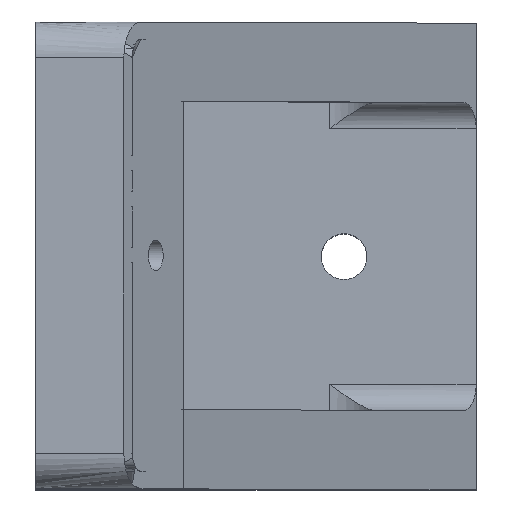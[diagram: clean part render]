
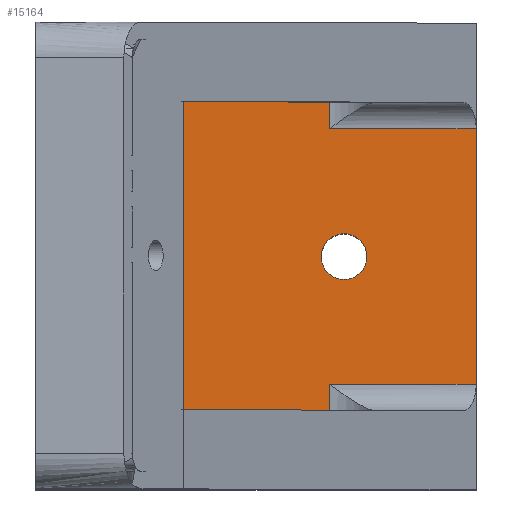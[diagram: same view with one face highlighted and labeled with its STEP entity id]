
A CAD part, top view. The second image highlights one B-rep face of the part: STEP entity #15164.
In plain terms, the highlighted planar face has unit normal (0, 0, 1).
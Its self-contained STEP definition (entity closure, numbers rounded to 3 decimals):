
#308=FACE_BOUND('',#1314,.T.);
#384=FACE_OUTER_BOUND('',#1313,.T.);
#1313=EDGE_LOOP('',(#11392,#11393,#11394,#11395,#11396,#11397,#11398,#11399,
#11400,#11401,#11402,#11403,#11404,#11405,#11406,#11407,#11408,#11409,#11410,
#11411,#11412,#11413,#11414,#11415,#11416));
#1314=EDGE_LOOP('',(#11417));
#2072=LINE('',#20372,#4168);
#2837=LINE('',#22073,#4933);
#2838=LINE('',#22075,#4934);
#2839=LINE('',#22077,#4935);
#2840=LINE('',#22079,#4936);
#2841=LINE('',#22081,#4937);
#2842=LINE('',#22083,#4938);
#2843=LINE('',#22085,#4939);
#2844=LINE('',#22087,#4940);
#2845=LINE('',#22089,#4941);
#2846=LINE('',#22091,#4942);
#2847=LINE('',#22093,#4943);
#2848=LINE('',#22095,#4944);
#2849=LINE('',#22097,#4945);
#2850=LINE('',#22099,#4946);
#2851=LINE('',#22101,#4947);
#2852=LINE('',#22103,#4948);
#3258=LINE('',#22951,#5354);
#3261=LINE('',#22956,#5357);
#3262=LINE('',#22958,#5358);
#3263=LINE('',#22960,#5359);
#3264=LINE('',#22962,#5360);
#3265=LINE('',#22964,#5361);
#3266=LINE('',#22966,#5362);
#3267=LINE('',#22967,#5363);
#4168=VECTOR('',#16670,10.);
#4933=VECTOR('',#17589,10.);
#4934=VECTOR('',#17590,10.);
#4935=VECTOR('',#17591,10.);
#4936=VECTOR('',#17592,10.);
#4937=VECTOR('',#17593,10.);
#4938=VECTOR('',#17594,10.);
#4939=VECTOR('',#17595,10.);
#4940=VECTOR('',#17596,10.);
#4941=VECTOR('',#17597,10.);
#4942=VECTOR('',#17598,10.);
#4943=VECTOR('',#17599,10.);
#4944=VECTOR('',#17600,10.);
#4945=VECTOR('',#17601,10.);
#4946=VECTOR('',#17602,10.);
#4947=VECTOR('',#17603,10.);
#4948=VECTOR('',#17604,10.);
#5354=VECTOR('',#18048,10.);
#5357=VECTOR('',#18053,10.);
#5358=VECTOR('',#18054,10.);
#5359=VECTOR('',#18055,10.);
#5360=VECTOR('',#18056,10.);
#5361=VECTOR('',#18057,10.);
#5362=VECTOR('',#18058,10.);
#5363=VECTOR('',#18059,10.);
#6300=CIRCLE('',#15954,2.6);
#6339=VERTEX_POINT('',#20369);
#6340=VERTEX_POINT('',#20371);
#7108=VERTEX_POINT('',#22070);
#7109=VERTEX_POINT('',#22072);
#7110=VERTEX_POINT('',#22074);
#7111=VERTEX_POINT('',#22076);
#7112=VERTEX_POINT('',#22078);
#7113=VERTEX_POINT('',#22080);
#7114=VERTEX_POINT('',#22082);
#7115=VERTEX_POINT('',#22084);
#7116=VERTEX_POINT('',#22086);
#7117=VERTEX_POINT('',#22088);
#7118=VERTEX_POINT('',#22090);
#7119=VERTEX_POINT('',#22092);
#7120=VERTEX_POINT('',#22094);
#7121=VERTEX_POINT('',#22096);
#7122=VERTEX_POINT('',#22098);
#7123=VERTEX_POINT('',#22100);
#7124=VERTEX_POINT('',#22102);
#7533=VERTEX_POINT('',#22950);
#7535=VERTEX_POINT('',#22957);
#7536=VERTEX_POINT('',#22959);
#7537=VERTEX_POINT('',#22961);
#7538=VERTEX_POINT('',#22963);
#7539=VERTEX_POINT('',#22965);
#7540=VERTEX_POINT('',#22968);
#7816=EDGE_CURVE('',#6339,#6340,#2072,.T.);
#8635=EDGE_CURVE('',#7108,#7109,#2837,.T.);
#8636=EDGE_CURVE('',#7109,#7110,#2838,.T.);
#8637=EDGE_CURVE('',#7110,#7111,#2839,.T.);
#8638=EDGE_CURVE('',#7111,#7112,#2840,.T.);
#8639=EDGE_CURVE('',#7112,#7113,#2841,.T.);
#8640=EDGE_CURVE('',#7113,#7114,#2842,.T.);
#8641=EDGE_CURVE('',#7114,#7115,#2843,.T.);
#8642=EDGE_CURVE('',#7115,#7116,#2844,.T.);
#8643=EDGE_CURVE('',#7116,#7117,#2845,.T.);
#8644=EDGE_CURVE('',#7117,#7118,#2846,.T.);
#8645=EDGE_CURVE('',#7118,#7119,#2847,.T.);
#8646=EDGE_CURVE('',#7119,#7120,#2848,.T.);
#8647=EDGE_CURVE('',#7120,#7121,#2849,.T.);
#8648=EDGE_CURVE('',#7121,#7122,#2850,.T.);
#8649=EDGE_CURVE('',#7122,#7123,#2851,.T.);
#8650=EDGE_CURVE('',#7123,#7124,#2852,.T.);
#9072=EDGE_CURVE('',#7533,#6339,#3258,.T.);
#9075=EDGE_CURVE('',#6340,#7108,#3261,.T.);
#9076=EDGE_CURVE('',#7533,#7535,#3262,.T.);
#9077=EDGE_CURVE('',#7536,#7535,#3263,.T.);
#9078=EDGE_CURVE('',#7537,#7536,#3264,.T.);
#9079=EDGE_CURVE('',#7538,#7537,#3265,.T.);
#9080=EDGE_CURVE('',#7539,#7538,#3266,.T.);
#9081=EDGE_CURVE('',#7539,#7124,#3267,.T.);
#9082=EDGE_CURVE('',#7540,#7540,#6300,.T.);
#11392=ORIENTED_EDGE('',*,*,#9075,.F.);
#11393=ORIENTED_EDGE('',*,*,#7816,.F.);
#11394=ORIENTED_EDGE('',*,*,#9072,.F.);
#11395=ORIENTED_EDGE('',*,*,#9076,.T.);
#11396=ORIENTED_EDGE('',*,*,#9077,.F.);
#11397=ORIENTED_EDGE('',*,*,#9078,.F.);
#11398=ORIENTED_EDGE('',*,*,#9079,.F.);
#11399=ORIENTED_EDGE('',*,*,#9080,.F.);
#11400=ORIENTED_EDGE('',*,*,#9081,.T.);
#11401=ORIENTED_EDGE('',*,*,#8650,.F.);
#11402=ORIENTED_EDGE('',*,*,#8649,.F.);
#11403=ORIENTED_EDGE('',*,*,#8648,.F.);
#11404=ORIENTED_EDGE('',*,*,#8647,.F.);
#11405=ORIENTED_EDGE('',*,*,#8646,.F.);
#11406=ORIENTED_EDGE('',*,*,#8645,.F.);
#11407=ORIENTED_EDGE('',*,*,#8644,.F.);
#11408=ORIENTED_EDGE('',*,*,#8643,.F.);
#11409=ORIENTED_EDGE('',*,*,#8642,.F.);
#11410=ORIENTED_EDGE('',*,*,#8641,.F.);
#11411=ORIENTED_EDGE('',*,*,#8640,.F.);
#11412=ORIENTED_EDGE('',*,*,#8639,.F.);
#11413=ORIENTED_EDGE('',*,*,#8638,.F.);
#11414=ORIENTED_EDGE('',*,*,#8637,.F.);
#11415=ORIENTED_EDGE('',*,*,#8636,.F.);
#11416=ORIENTED_EDGE('',*,*,#8635,.F.);
#11417=ORIENTED_EDGE('',*,*,#9082,.F.);
#14497=PLANE('',#15953);
#15164=ADVANCED_FACE('',(#384,#308),#14497,.T.);
#15953=AXIS2_PLACEMENT_3D('',#22955,#18051,#18052);
#15954=AXIS2_PLACEMENT_3D('',#22969,#18060,#18061);
#16670=DIRECTION('',(0.,1.,0.));
#17589=DIRECTION('',(0.,1.,0.));
#17590=DIRECTION('',(0.,1.,0.));
#17591=DIRECTION('',(0.,1.,0.));
#17592=DIRECTION('',(0.,1.,0.));
#17593=DIRECTION('',(0.,1.,0.));
#17594=DIRECTION('',(0.,1.,0.));
#17595=DIRECTION('',(0.,1.,0.));
#17596=DIRECTION('',(0.,1.,0.));
#17597=DIRECTION('',(0.,1.,0.));
#17598=DIRECTION('',(0.,1.,0.));
#17599=DIRECTION('',(0.,1.,0.));
#17600=DIRECTION('',(0.,1.,0.));
#17601=DIRECTION('',(0.,1.,0.));
#17602=DIRECTION('',(0.,1.,0.));
#17603=DIRECTION('',(0.,1.,0.));
#17604=DIRECTION('',(0.,1.,0.));
#18048=DIRECTION('',(-1.,0.,0.));
#18051=DIRECTION('center_axis',(0.,0.,1.));
#18052=DIRECTION('ref_axis',(1.,0.,0.));
#18053=DIRECTION('',(1.,0.,0.));
#18054=DIRECTION('',(0.,1.,0.));
#18055=DIRECTION('',(-1.,0.,0.));
#18056=DIRECTION('',(0.,-1.,0.));
#18057=DIRECTION('',(1.,0.,0.));
#18058=DIRECTION('',(0.,-1.,0.));
#18059=DIRECTION('',(-1.,0.,0.));
#18060=DIRECTION('center_axis',(0.,0.,1.));
#18061=DIRECTION('ref_axis',(0.,1.,0.));
#20369=CARTESIAN_POINT('',(-312.72,654.343,569.269));
#20371=CARTESIAN_POINT('',(-312.72,664.343,569.269));
#20372=CARTESIAN_POINT('',(-312.72,680.848,569.269));
#22070=CARTESIAN_POINT('',(-302.72,664.343,569.269));
#22072=CARTESIAN_POINT('',(-302.72,666.734,569.269));
#22073=CARTESIAN_POINT('',(-302.72,672.1,569.269));
#22074=CARTESIAN_POINT('',(-302.72,669.122,569.269));
#22075=CARTESIAN_POINT('',(-302.72,672.1,569.269));
#22076=CARTESIAN_POINT('',(-302.72,669.504,569.269));
#22077=CARTESIAN_POINT('',(-302.72,672.1,569.269));
#22078=CARTESIAN_POINT('',(-302.72,674.586,569.269));
#22079=CARTESIAN_POINT('',(-302.72,672.1,569.269));
#22080=CARTESIAN_POINT('',(-302.72,680.598,569.269));
#22081=CARTESIAN_POINT('',(-302.72,672.1,569.269));
#22082=CARTESIAN_POINT('',(-302.72,682.258,569.269));
#22083=CARTESIAN_POINT('',(-302.72,672.1,569.269));
#22084=CARTESIAN_POINT('',(-302.72,688.598,569.269));
#22085=CARTESIAN_POINT('',(-302.72,672.1,569.269));
#22086=CARTESIAN_POINT('',(-302.72,691.389,569.269));
#22087=CARTESIAN_POINT('',(-302.72,672.1,569.269));
#22088=CARTESIAN_POINT('',(-302.72,694.175,569.269));
#22089=CARTESIAN_POINT('',(-302.72,672.1,569.269));
#22090=CARTESIAN_POINT('',(-302.72,696.563,569.269));
#22091=CARTESIAN_POINT('',(-302.72,672.1,569.269));
#22092=CARTESIAN_POINT('',(-302.72,699.957,569.269));
#22093=CARTESIAN_POINT('',(-302.72,672.1,569.269));
#22094=CARTESIAN_POINT('',(-302.72,702.302,569.269));
#22095=CARTESIAN_POINT('',(-302.72,672.1,569.269));
#22096=CARTESIAN_POINT('',(-302.72,703.352,569.269));
#22097=CARTESIAN_POINT('',(-302.72,672.1,569.269));
#22098=CARTESIAN_POINT('',(-302.72,705.352,569.269));
#22099=CARTESIAN_POINT('',(-302.72,672.1,569.269));
#22100=CARTESIAN_POINT('',(-302.72,705.353,569.269));
#22101=CARTESIAN_POINT('',(-302.72,672.1,569.269));
#22102=CARTESIAN_POINT('',(-302.72,707.353,569.269));
#22103=CARTESIAN_POINT('',(-302.72,672.1,569.269));
#22950=CARTESIAN_POINT('',(-279.408,654.343,569.269));
#22951=CARTESIAN_POINT('',(-307.72,654.343,569.269));
#22955=CARTESIAN_POINT('Origin',(-302.72,663.353,569.269));
#22956=CARTESIAN_POINT('',(-307.72,664.343,569.269));
#22957=CARTESIAN_POINT('',(-279.408,666.353,569.269));
#22958=CARTESIAN_POINT('',(-279.408,707.854,569.269));
#22959=CARTESIAN_POINT('',(-262.72,666.353,569.269));
#22960=CARTESIAN_POINT('',(-307.72,666.353,569.269));
#22961=CARTESIAN_POINT('',(-262.72,695.353,569.269));
#22962=CARTESIAN_POINT('',(-262.72,698.353,569.269));
#22963=CARTESIAN_POINT('',(-279.408,695.353,569.269));
#22964=CARTESIAN_POINT('',(-307.72,695.353,569.269));
#22965=CARTESIAN_POINT('',(-279.408,707.353,569.269));
#22966=CARTESIAN_POINT('',(-279.408,663.353,569.269));
#22967=CARTESIAN_POINT('',(-297.72,707.353,569.269));
#22968=CARTESIAN_POINT('',(-280.32,680.843,569.269));
#22969=CARTESIAN_POINT('Origin',(-277.72,680.843,569.269));
